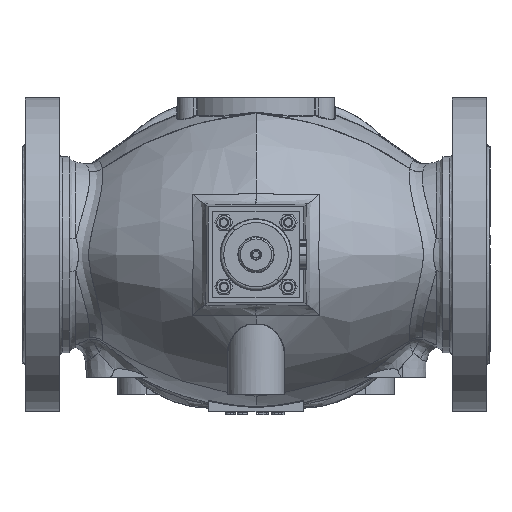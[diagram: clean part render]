
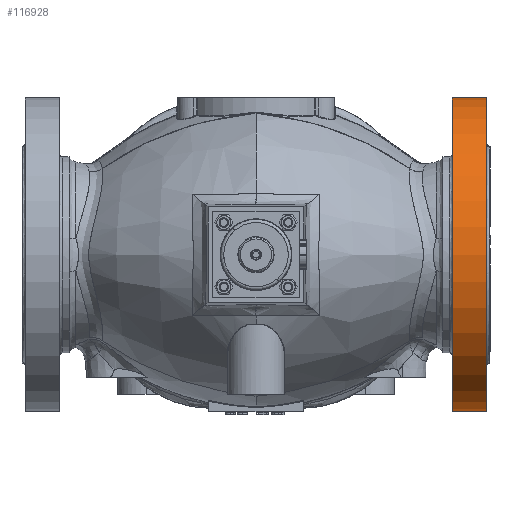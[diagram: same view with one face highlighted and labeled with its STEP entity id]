
A CAD part, front view. The second image highlights one B-rep face of the part: STEP entity #116928.
In plain terms, the highlighted cylindrical face has radius 100 mm (diameter 200 mm), a partial arc.
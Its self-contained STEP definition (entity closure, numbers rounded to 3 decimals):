
#1882 = CARTESIAN_POINT ( 'NONE',  ( 147., 0., 0. ) ) ;
#11206 = CARTESIAN_POINT ( 'NONE',  ( 125., 0., 0. ) ) ;
#13306 = CIRCLE ( 'NONE', #144496, 100. ) ;
#13503 = CARTESIAN_POINT ( 'NONE',  ( 125., 0., 100. ) ) ;
#13804 = EDGE_CURVE ( 'NONE', #39975, #90930, #102437, .T. ) ;
#15034 = DIRECTION ( 'NONE',  ( 0., 0., -1. ) ) ;
#23096 = LINE ( 'NONE', #107490, #157353 ) ;
#24331 = DIRECTION ( 'NONE',  ( 0., 0., -1. ) ) ;
#28128 = VERTEX_POINT ( 'NONE', #93120 ) ;
#32422 = VERTEX_POINT ( 'NONE', #53341 ) ;
#39975 = VERTEX_POINT ( 'NONE', #13503 ) ;
#45804 = EDGE_LOOP ( 'NONE', ( #60321, #128891, #94514, #57795 ) ) ;
#49251 = EDGE_CURVE ( 'NONE', #28128, #39975, #23096, .T. ) ;
#53341 = CARTESIAN_POINT ( 'NONE',  ( 147., 0., -100. ) ) ;
#54165 = DIRECTION ( 'NONE',  ( 1., 0., 0. ) ) ;
#57795 = ORIENTED_EDGE ( 'NONE', *, *, #13804, .T. ) ;
#60163 = FACE_OUTER_BOUND ( 'NONE', #45804, .T. ) ;
#60321 = ORIENTED_EDGE ( 'NONE', *, *, #67418, .T. ) ;
#62653 = AXIS2_PLACEMENT_3D ( 'NONE', #11206, #102217, #24331 ) ;
#67418 = EDGE_CURVE ( 'NONE', #90930, #32422, #116922, .T. ) ;
#70027 = DIRECTION ( 'NONE',  ( 1., 0., 0. ) ) ;
#80916 = CARTESIAN_POINT ( 'NONE',  ( 118.5, 0., 0. ) ) ;
#82319 = VECTOR ( 'NONE', #70027, 1000. ) ;
#83417 = EDGE_CURVE ( 'NONE', #32422, #28128, #13306, .T. ) ;
#90930 = VERTEX_POINT ( 'NONE', #134034 ) ;
#92941 = DIRECTION ( 'NONE',  ( -1., 0., 0. ) ) ;
#93120 = CARTESIAN_POINT ( 'NONE',  ( 147., 0., 100. ) ) ;
#94514 = ORIENTED_EDGE ( 'NONE', *, *, #49251, .T. ) ;
#95498 = AXIS2_PLACEMENT_3D ( 'NONE', #80916, #54165, #158826 ) ;
#102217 = DIRECTION ( 'NONE',  ( 1., 0., 0. ) ) ;
#102437 = CIRCLE ( 'NONE', #62653, 100. ) ;
#107490 = CARTESIAN_POINT ( 'NONE',  ( 118.5, 0., 100. ) ) ;
#116922 = LINE ( 'NONE', #147387, #82319 ) ;
#116928 = ADVANCED_FACE ( 'NONE', ( #60163 ), #159871, .T. ) ;
#124521 = DIRECTION ( 'NONE',  ( -1., 0., 0. ) ) ;
#128891 = ORIENTED_EDGE ( 'NONE', *, *, #83417, .T. ) ;
#134034 = CARTESIAN_POINT ( 'NONE',  ( 125., 0., -100. ) ) ;
#144496 = AXIS2_PLACEMENT_3D ( 'NONE', #1882, #92941, #15034 ) ;
#147387 = CARTESIAN_POINT ( 'NONE',  ( 118.5, 0., -100. ) ) ;
#157353 = VECTOR ( 'NONE', #124521, 1000. ) ;
#158826 = DIRECTION ( 'NONE',  ( 0., 0., -1. ) ) ;
#159871 = CYLINDRICAL_SURFACE ( 'NONE', #95498, 100. ) ;
